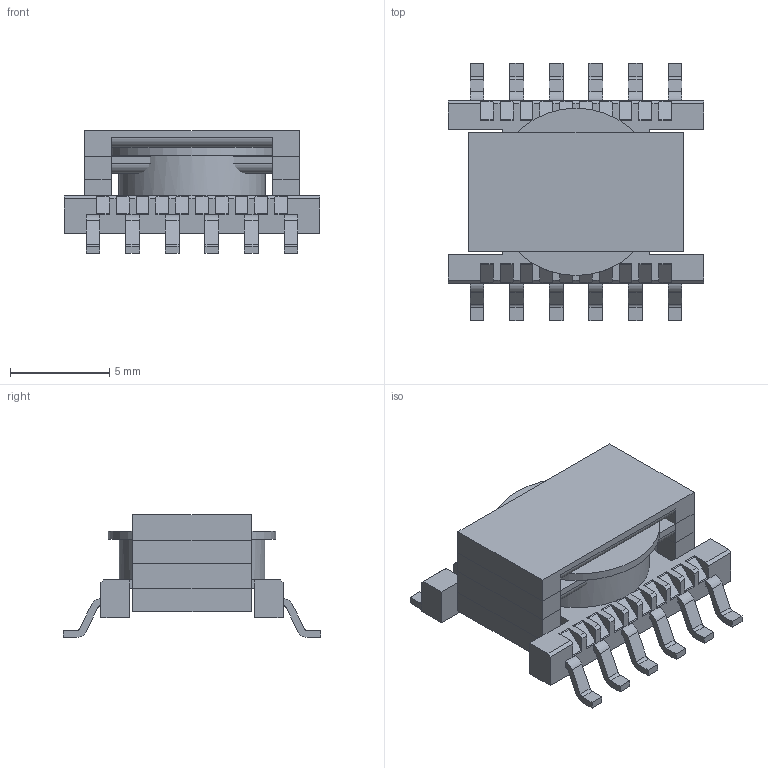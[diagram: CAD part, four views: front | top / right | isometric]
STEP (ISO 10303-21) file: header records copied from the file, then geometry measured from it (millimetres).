
FILE_DESCRIPTION( ( 'Unknown' ), '1' );
FILE_NAME( '749119133.stp', 'Unknown', ( 'Unknown' ), ( 'Unknown' ), 'XStep 1.0', 'Unknown', ' ' );
FILE_SCHEMA( ( 'automotive_design' ) );
Length unit declared in the file: millimetre
Products named in the file (3): Assem1; Gehäuse; ER 11_5
Bounding box: 12.9 x 13 x 6.2 mm (x, y, z)
Volume: 624.3 mm3; surface area: 1583.5 mm2
Topology: 5 solids, 5 shells, 622 faces, 1738 edges, 1155 vertices
Faces by surface type: plane 421, cylinder 201
Full cylindrical faces by diameter (mm): 4.25 x3, 4.45 x2, 7.4 x2, 8.45 x2
Entity records: 9864 total; most frequent: CARTESIAN_POINT 1704, ORIENTED_EDGE 1678, DIRECTION 1654, EDGE_CURVE 839, LINE 636, VECTOR 636, VERTEX_POINT 559, AXIS2_PLACEMENT_3D 509
